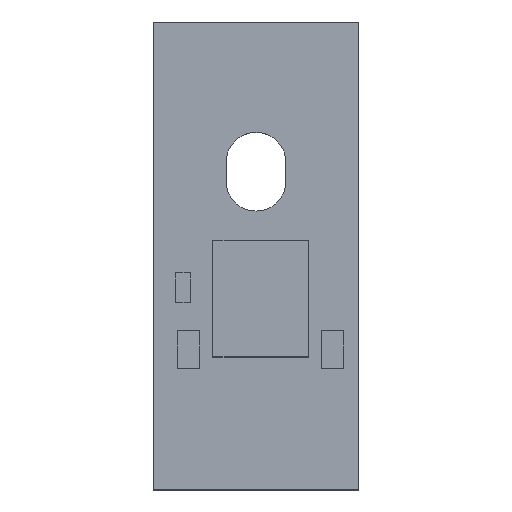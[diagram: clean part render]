
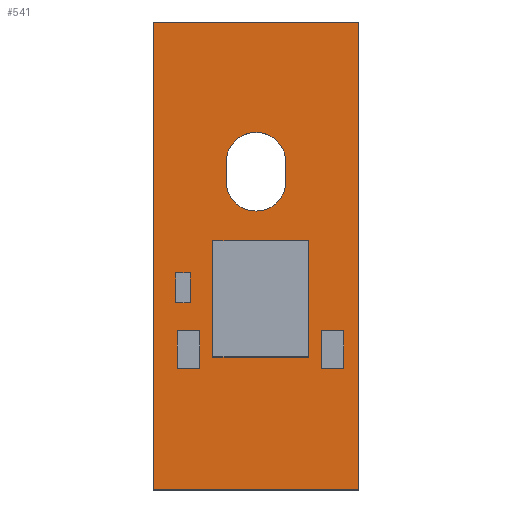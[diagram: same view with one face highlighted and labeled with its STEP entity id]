
A CAD part, top view. The second image highlights one B-rep face of the part: STEP entity #541.
In plain terms, the highlighted planar face has unit normal (0, 0, 1).
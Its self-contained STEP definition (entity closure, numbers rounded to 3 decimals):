
#23=FACE_BOUND('',#74,.T.);
#26=CIRCLE('',#588,1.6);
#28=CIRCLE('',#592,1.6);
#39=FACE_OUTER_BOUND('',#73,.T.);
#73=EDGE_LOOP('',(#389,#390,#391,#392));
#74=EDGE_LOOP('',(#393,#394,#395,#396));
#103=LINE('',#777,#171);
#107=LINE('',#789,#175);
#111=LINE('',#801,#179);
#114=LINE('',#807,#182);
#117=LINE('',#813,#185);
#120=LINE('',#817,#188);
#171=VECTOR('',#629,10.);
#175=VECTOR('',#641,10.);
#179=VECTOR('',#653,10.);
#182=VECTOR('',#658,10.);
#185=VECTOR('',#663,10.);
#188=VECTOR('',#668,10.);
#239=VERTEX_POINT('',#774);
#240=VERTEX_POINT('',#776);
#242=VERTEX_POINT('',#782);
#244=VERTEX_POINT('',#788);
#247=VERTEX_POINT('',#798);
#248=VERTEX_POINT('',#800);
#250=VERTEX_POINT('',#806);
#252=VERTEX_POINT('',#812);
#287=EDGE_CURVE('',#240,#239,#103,.T.);
#290=EDGE_CURVE('',#242,#240,#26,.T.);
#293=EDGE_CURVE('',#244,#242,#107,.T.);
#296=EDGE_CURVE('',#239,#244,#28,.T.);
#299=EDGE_CURVE('',#248,#247,#111,.T.);
#302=EDGE_CURVE('',#250,#248,#114,.T.);
#305=EDGE_CURVE('',#252,#250,#117,.T.);
#308=EDGE_CURVE('',#247,#252,#120,.T.);
#389=ORIENTED_EDGE('',*,*,#308,.T.);
#390=ORIENTED_EDGE('',*,*,#305,.T.);
#391=ORIENTED_EDGE('',*,*,#302,.T.);
#392=ORIENTED_EDGE('',*,*,#299,.T.);
#393=ORIENTED_EDGE('',*,*,#296,.T.);
#394=ORIENTED_EDGE('',*,*,#293,.T.);
#395=ORIENTED_EDGE('',*,*,#290,.T.);
#396=ORIENTED_EDGE('',*,*,#287,.T.);
#507=PLANE('',#597);
#541=ADVANCED_FACE('',(#39,#23),#507,.T.);
#588=AXIS2_PLACEMENT_3D('',#783,#635,#636);
#592=AXIS2_PLACEMENT_3D('',#793,#647,#648);
#597=AXIS2_PLACEMENT_3D('',#818,#669,#670);
#629=DIRECTION('',(0.,1.,0.));
#635=DIRECTION('center_axis',(0.,0.,-1.));
#636=DIRECTION('ref_axis',(-1.,0.,0.));
#641=DIRECTION('',(0.,-1.,0.));
#647=DIRECTION('center_axis',(0.,0.,-1.));
#648=DIRECTION('ref_axis',(1.,0.,0.));
#653=DIRECTION('',(0.,-1.,0.));
#658=DIRECTION('',(-1.,0.,0.));
#663=DIRECTION('',(0.,1.,0.));
#668=DIRECTION('',(1.,0.,0.));
#669=DIRECTION('center_axis',(0.,0.,1.));
#670=DIRECTION('ref_axis',(1.,0.,0.));
#774=CARTESIAN_POINT('',(0.94,18.77,1.));
#776=CARTESIAN_POINT('',(0.94,17.77,1.));
#777=CARTESIAN_POINT('',(0.94,18.77,1.));
#782=CARTESIAN_POINT('',(4.14,17.77,1.));
#783=CARTESIAN_POINT('Origin',(2.54,17.77,1.));
#788=CARTESIAN_POINT('',(4.14,18.77,1.));
#789=CARTESIAN_POINT('',(4.14,17.77,1.));
#793=CARTESIAN_POINT('Origin',(2.54,18.77,1.));
#798=CARTESIAN_POINT('',(-2.96,1.27,1.));
#800=CARTESIAN_POINT('',(-2.96,26.27,1.));
#801=CARTESIAN_POINT('',(-2.96,1.27,1.));
#806=CARTESIAN_POINT('',(8.04,26.27,1.));
#807=CARTESIAN_POINT('',(-2.96,26.27,1.));
#812=CARTESIAN_POINT('',(8.04,1.27,1.));
#813=CARTESIAN_POINT('',(8.04,26.27,1.));
#817=CARTESIAN_POINT('',(8.04,1.27,1.));
#818=CARTESIAN_POINT('Origin',(2.54,13.77,1.));
